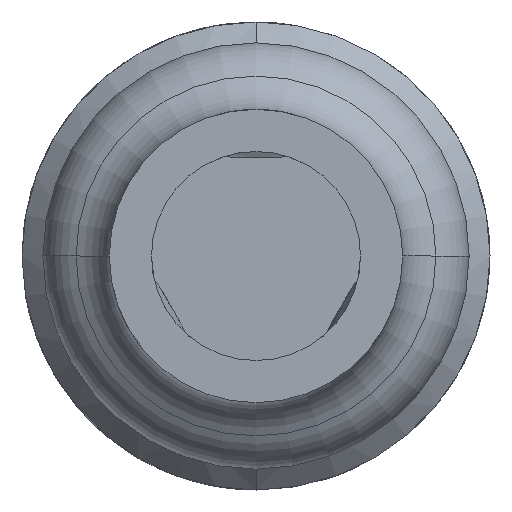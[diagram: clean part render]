
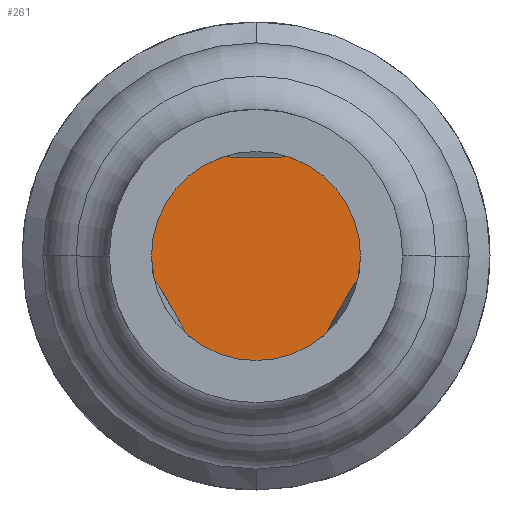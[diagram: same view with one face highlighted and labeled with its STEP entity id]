
A CAD part, front view. The second image highlights one B-rep face of the part: STEP entity #261.
In plain terms, the highlighted planar face has unit normal (0, -1, 0).
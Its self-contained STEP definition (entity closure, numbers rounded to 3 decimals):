
#92 = DIRECTION ( 'NONE',  ( -1., 0., 0. ) ) ;
#261 = ADVANCED_FACE ( 'Defeature ausgef�hrt1_42', ( #5367 ), #4920, .F. ) ;
#1071 = AXIS2_PLACEMENT_3D ( 'NONE', #4407, #4339, #1453 ) ;
#1367 = DIRECTION ( 'NONE',  ( 0., 1., 0. ) ) ;
#1453 = DIRECTION ( 'NONE',  ( 1., 0., 0. ) ) ;
#1649 = CARTESIAN_POINT ( 'NONE',  ( -0.513, -24.7, 0. ) ) ;
#1995 = VERTEX_POINT ( 'NONE', #1649 ) ;
#2021 = CARTESIAN_POINT ( 'NONE',  ( 0., -24.7, 0. ) ) ;
#3115 = DIRECTION ( 'NONE',  ( 0., 1., 0. ) ) ;
#3136 = CARTESIAN_POINT ( 'NONE',  ( 0.513, -24.7, 0. ) ) ;
#3672 = EDGE_LOOP ( 'NONE', ( #6392, #5206 ) ) ;
#3783 = CIRCLE ( 'NONE', #1071, 0.513 ) ;
#4339 = DIRECTION ( 'NONE',  ( 0., 1., 0. ) ) ;
#4407 = CARTESIAN_POINT ( 'NONE',  ( 0., -24.7, 0. ) ) ;
#4920 = PLANE ( 'NONE',  #5648 ) ;
#4981 = CIRCLE ( 'NONE', #6332, 0.513 ) ;
#5025 = EDGE_CURVE ( 'Defeature ausgef�hrt1_0+Defeature ausgef�hrt1_42+Defeature ausgef�hrt1_42+Defeature ausgef�hrt1_42', #1995, #5534, #3783, .T. ) ;
#5206 = ORIENTED_EDGE ( 'NONE', *, *, #5643, .F. ) ;
#5367 = FACE_OUTER_BOUND ( 'NONE', #3672, .T. ) ;
#5534 = VERTEX_POINT ( 'NONE', #3136 ) ;
#5643 = EDGE_CURVE ( 'Defeature ausgef�hrt1_0+Defeature ausgef�hrt1_42+Defeature ausgef�hrt1_42+Defeature ausgef�hrt1_42', #5534, #1995, #4981, .T. ) ;
#5648 = AXIS2_PLACEMENT_3D ( 'NONE', #2021, #3115, #92 ) ;
#6290 = CARTESIAN_POINT ( 'NONE',  ( 0., -24.7, 0. ) ) ;
#6332 = AXIS2_PLACEMENT_3D ( 'NONE', #6290, #1367, #6363 ) ;
#6363 = DIRECTION ( 'NONE',  ( 1., 0., 0. ) ) ;
#6392 = ORIENTED_EDGE ( 'NONE', *, *, #5025, .F. ) ;
